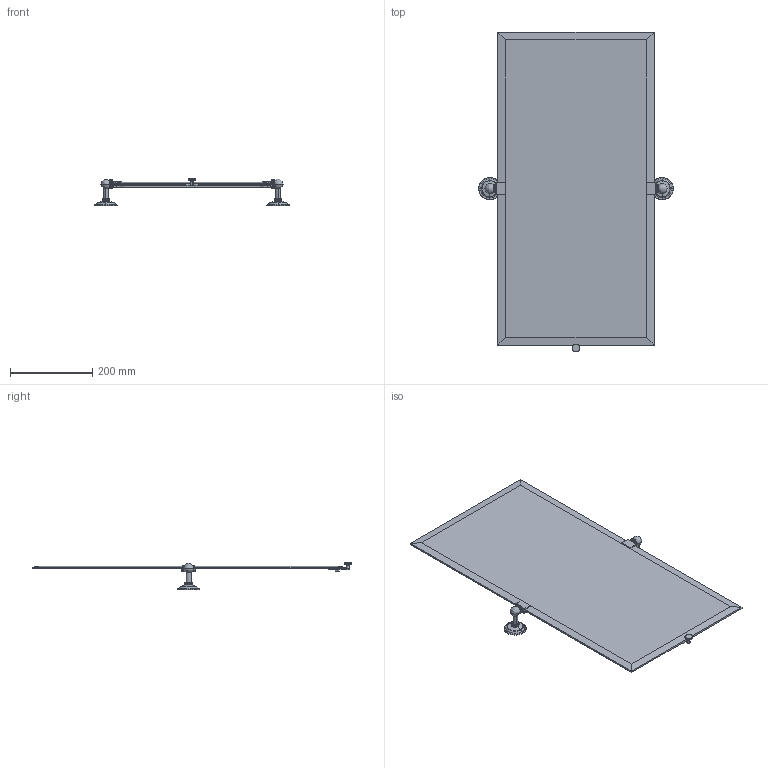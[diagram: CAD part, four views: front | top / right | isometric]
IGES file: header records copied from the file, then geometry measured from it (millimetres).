
Start section:  PTC IGES file: 2641_sw0001.igs
Global section: file name: 2641_sw0001.igs; native system: Creo Parametric by PTC Inc.; preprocessor: 2018400; author: jinson.thomas; organization: Unknown; date: 20210622.095321; units: inch
Bounding box: 473.1 x 778.46 x 67.11 mm (x, y, z)
Volume: 1788578.7 mm3; surface area: 623927.5 mm2
Topology: 1 solids, 11 shells, 1628 faces, 3243 edges, 1823 vertices
Faces by surface type: bspline 1168, revolution 460
